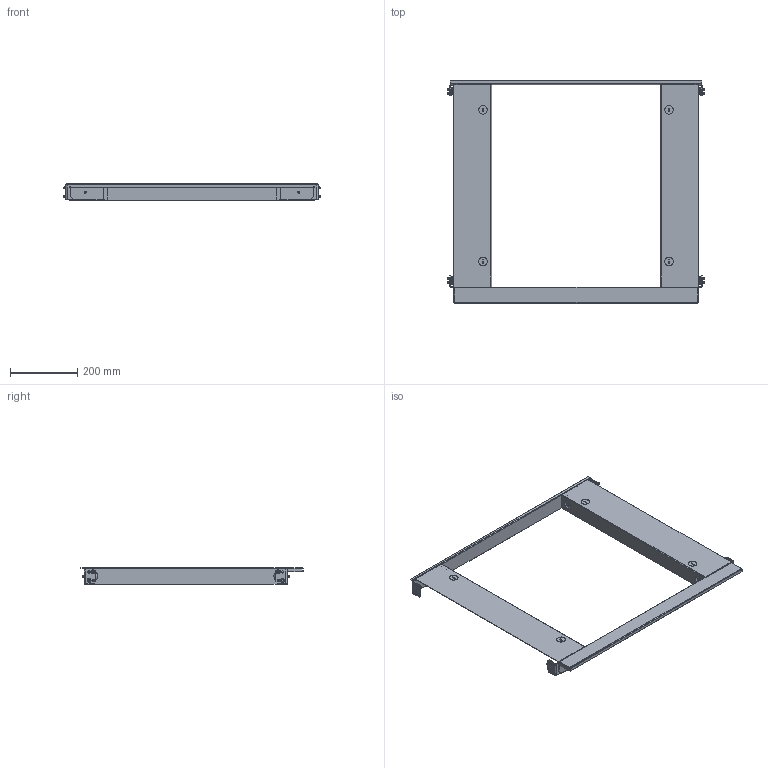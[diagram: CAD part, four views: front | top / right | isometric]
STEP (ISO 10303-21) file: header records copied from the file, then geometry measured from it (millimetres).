
FILE_DESCRIPTION(('STEP AP214'),'1');
FILE_NAME('cctmp_3332581B-EDF3-43C9-A234-8342F566DC49_2024_05_06_11_45_04_0133..stp','2024-05-06T09:45:04',('SIEMENS A&D'),('CADClick - www.CADClick.com'),'Spatial InterOp 3D',' ','unknown authorization');
FILE_SCHEMA(('AUTOMOTIVE_DESIGN'));
Length unit declared in the file: millimetre
Products named in the file (29): cc_unnamed; 2024_05_06_11_45_04_0117; 2024_05_06_11_45_04_0086; 2024_05_06_11_45_04_0055; 2024_05_06_11_45_04_0020; 2024_05_06_11_45_03_0989; 2024_05_06_11_45_03_0958; 2024_05_06_11_45_03_0927; 2024_05_06_11_45_03_0895; 2024_05_06_11_45_03_0864; 2024_05_06_11_45_03_0833; 2024_05_06_11_45_03_0801; 2024_05_06_11_45_03_0769; 2024_05_06_11_45_03_0738; 2024_05_06_11_45_03_0707; 2024_05_06_11_45_03_0676; 2024_05_06_11_45_03_0644; 2024_05_06_11_45_03_0613; 2024_05_06_11_45_03_0582; 2024_05_06_11_45_03_0551; 2024_05_06_11_45_03_0519; 2024_05_06_11_45_03_0488; 2024_05_06_11_45_03_0457; 2024_05_06_11_45_03_0420; 2024_05_06_11_45_03_0389; 2024_05_06_11_45_03_0327; 2024_05_06_11_45_03_0295; 2024_05_06_11_45_03_0264; 2024_05_06_11_45_03_0233
Assembly tree (28 placements, depth 2):
  cc_unnamed
    2024_05_06_11_45_04_0117
    2024_05_06_11_45_04_0086
    2024_05_06_11_45_04_0055
    2024_05_06_11_45_04_0020
    2024_05_06_11_45_03_0989
    2024_05_06_11_45_03_0958
    2024_05_06_11_45_03_0927
    2024_05_06_11_45_03_0895
    2024_05_06_11_45_03_0864
    2024_05_06_11_45_03_0833
    2024_05_06_11_45_03_0801
    2024_05_06_11_45_03_0769
    2024_05_06_11_45_03_0738
    2024_05_06_11_45_03_0707
    2024_05_06_11_45_03_0676
    2024_05_06_11_45_03_0644
    2024_05_06_11_45_03_0613
    2024_05_06_11_45_03_0582
    2024_05_06_11_45_03_0551
    2024_05_06_11_45_03_0519
    2024_05_06_11_45_03_0488
    2024_05_06_11_45_03_0457
    2024_05_06_11_45_03_0420
    2024_05_06_11_45_03_0389
    2024_05_06_11_45_03_0327
    2024_05_06_11_45_03_0295
    2024_05_06_11_45_03_0264
    2024_05_06_11_45_03_0233
Bounding box: 766 x 660 x 48 mm (x, y, z)
Volume: 529399.5 mm3; surface area: 697042.2 mm2
Topology: 28 solids, 28 shells, 536 faces, 1256 edges, 812 vertices
Faces by surface type: cylinder 230, plane 226, cone 80
Entity records: 20798 total; most frequent: DIRECTION 2946, CARTESIAN_POINT 2633, ORIENTED_EDGE 2512, EDGE_CURVE 1256, AXIS2_PLACEMENT_3D 1125, VERTEX_POINT 812, LINE 696, VECTOR 696
